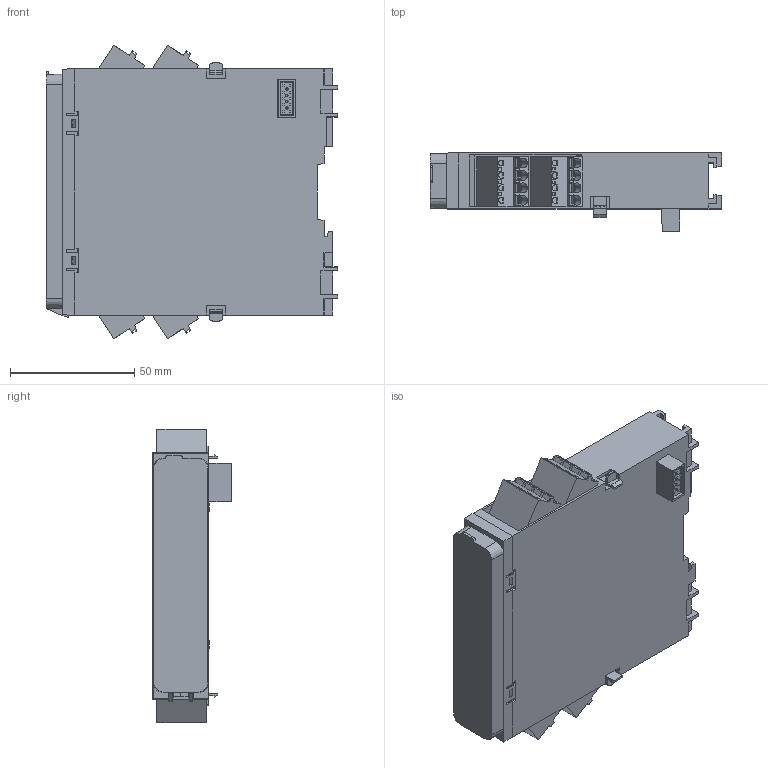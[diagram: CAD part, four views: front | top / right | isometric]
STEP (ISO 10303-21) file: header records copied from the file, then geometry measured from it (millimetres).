
FILE_DESCRIPTION (( 'STEP AP214' ), '1' );
FILE_NAME ('HR6S-EP1C.STEP', '2020-11-13T05:11:32', ( 'IDEC' ), ( 'IDEC' ), 'SwSTEP 2.0', 'SolidWorks 2019', '' );
FILE_SCHEMA (( 'AUTOMOTIVE_DESIGN' ));
Length unit declared in the file: millimetre
Products named in the file (1): HR6S-EP1C
Bounding box: 117.2 x 31.56 x 117.99 mm (x, y, z)
Volume: 253690.8 mm3; surface area: 42299.5 mm2
Topology: 1 solids, 2 shells, 894 faces, 2341 edges, 1554 vertices
Faces by surface type: plane 714, cylinder 176, cone 4
Entity records: 27232 total; most frequent: CARTESIAN_POINT 4957, ORIENTED_EDGE 4682, DIRECTION 4388, EDGE_CURVE 2341, VECTOR 1978, LINE 1978, VERTEX_POINT 1554, AXIS2_PLACEMENT_3D 1205
